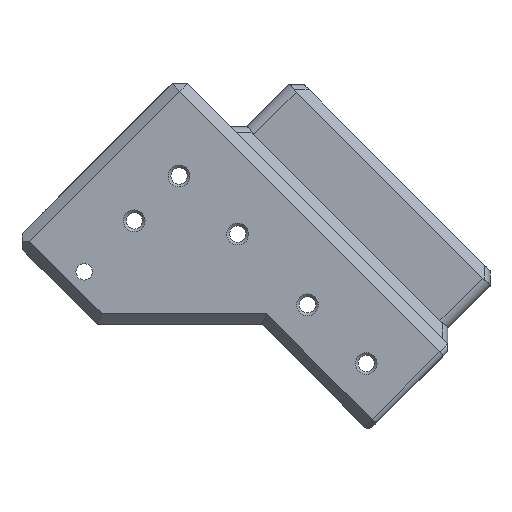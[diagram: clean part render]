
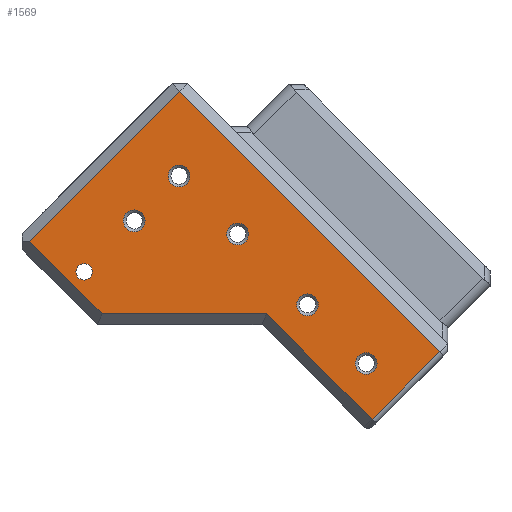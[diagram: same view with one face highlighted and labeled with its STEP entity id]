
A CAD part, left-side view. The second image highlights one B-rep face of the part: STEP entity #1569.
In plain terms, the highlighted planar face has unit normal (-1, 0, 0).
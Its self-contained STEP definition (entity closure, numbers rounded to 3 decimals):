
#94=FACE_BOUND('',#266,.T.);
#95=FACE_BOUND('',#267,.T.);
#96=FACE_BOUND('',#268,.T.);
#97=FACE_BOUND('',#269,.T.);
#98=FACE_BOUND('',#270,.T.);
#99=FACE_BOUND('',#271,.T.);
#120=PLANE('',#1692);
#170=FACE_OUTER_BOUND('',#265,.T.);
#265=EDGE_LOOP('',(#1143,#1144,#1145,#1146,#1147,#1148));
#266=EDGE_LOOP('',(#1149));
#267=EDGE_LOOP('',(#1150));
#268=EDGE_LOOP('',(#1151));
#269=EDGE_LOOP('',(#1152));
#270=EDGE_LOOP('',(#1153));
#271=EDGE_LOOP('',(#1154));
#393=LINE('',#2419,#541);
#394=LINE('',#2421,#542);
#395=LINE('',#2423,#543);
#396=LINE('',#2425,#544);
#397=LINE('',#2427,#545);
#398=LINE('',#2428,#546);
#541=VECTOR('',#1918,10.);
#542=VECTOR('',#1919,10.);
#543=VECTOR('',#1920,10.);
#544=VECTOR('',#1921,10.);
#545=VECTOR('',#1922,10.);
#546=VECTOR('',#1923,10.);
#681=CIRCLE('',#1690,2.);
#683=CIRCLE('',#1693,2.);
#684=CIRCLE('',#1694,2.);
#685=CIRCLE('',#1695,1.5);
#686=CIRCLE('',#1696,2.);
#687=CIRCLE('',#1697,2.);
#745=VERTEX_POINT('',#2411);
#747=VERTEX_POINT('',#2417);
#748=VERTEX_POINT('',#2418);
#749=VERTEX_POINT('',#2420);
#750=VERTEX_POINT('',#2422);
#751=VERTEX_POINT('',#2424);
#752=VERTEX_POINT('',#2426);
#753=VERTEX_POINT('',#2429);
#754=VERTEX_POINT('',#2431);
#755=VERTEX_POINT('',#2433);
#756=VERTEX_POINT('',#2435);
#757=VERTEX_POINT('',#2437);
#896=EDGE_CURVE('',#745,#745,#681,.T.);
#899=EDGE_CURVE('',#747,#748,#393,.T.);
#900=EDGE_CURVE('',#749,#747,#394,.T.);
#901=EDGE_CURVE('',#750,#749,#395,.T.);
#902=EDGE_CURVE('',#751,#750,#396,.T.);
#903=EDGE_CURVE('',#752,#751,#397,.T.);
#904=EDGE_CURVE('',#748,#752,#398,.T.);
#905=EDGE_CURVE('',#753,#753,#683,.T.);
#906=EDGE_CURVE('',#754,#754,#684,.T.);
#907=EDGE_CURVE('',#755,#755,#685,.T.);
#908=EDGE_CURVE('',#756,#756,#686,.T.);
#909=EDGE_CURVE('',#757,#757,#687,.T.);
#1143=ORIENTED_EDGE('',*,*,#899,.F.);
#1144=ORIENTED_EDGE('',*,*,#900,.F.);
#1145=ORIENTED_EDGE('',*,*,#901,.F.);
#1146=ORIENTED_EDGE('',*,*,#902,.F.);
#1147=ORIENTED_EDGE('',*,*,#903,.F.);
#1148=ORIENTED_EDGE('',*,*,#904,.F.);
#1149=ORIENTED_EDGE('',*,*,#905,.F.);
#1150=ORIENTED_EDGE('',*,*,#906,.F.);
#1151=ORIENTED_EDGE('',*,*,#907,.T.);
#1152=ORIENTED_EDGE('',*,*,#908,.F.);
#1153=ORIENTED_EDGE('',*,*,#909,.F.);
#1154=ORIENTED_EDGE('',*,*,#896,.F.);
#1569=ADVANCED_FACE('',(#170,#94,#95,#96,#97,#98,#99),#120,.T.);
#1690=AXIS2_PLACEMENT_3D('',#2412,#1911,#1912);
#1692=AXIS2_PLACEMENT_3D('',#2416,#1916,#1917);
#1693=AXIS2_PLACEMENT_3D('',#2430,#1924,#1925);
#1694=AXIS2_PLACEMENT_3D('',#2432,#1926,#1927);
#1695=AXIS2_PLACEMENT_3D('',#2434,#1928,#1929);
#1696=AXIS2_PLACEMENT_3D('',#2436,#1930,#1931);
#1697=AXIS2_PLACEMENT_3D('',#2438,#1932,#1933);
#1911=DIRECTION('center_axis',(-1.,0.,0.));
#1912=DIRECTION('ref_axis',(0.,-1.,0.));
#1916=DIRECTION('center_axis',(-1.,0.,0.));
#1917=DIRECTION('ref_axis',(0.,0.,1.));
#1918=DIRECTION('',(0.,0.707,-0.707));
#1919=DIRECTION('',(0.,-0.707,-0.707));
#1920=DIRECTION('',(0.,-0.707,0.707));
#1921=DIRECTION('',(0.,0.707,0.707));
#1922=DIRECTION('',(0.,1.,0.));
#1923=DIRECTION('',(0.,0.707,0.707));
#1924=DIRECTION('center_axis',(-1.,0.,0.));
#1925=DIRECTION('ref_axis',(0.,-1.,0.));
#1926=DIRECTION('center_axis',(-1.,0.,0.));
#1927=DIRECTION('ref_axis',(0.,-1.,0.));
#1928=DIRECTION('center_axis',(1.,0.,0.));
#1929=DIRECTION('ref_axis',(0.,-1.,0.));
#1930=DIRECTION('center_axis',(-1.,0.,0.));
#1931=DIRECTION('ref_axis',(0.,-1.,0.));
#1932=DIRECTION('center_axis',(-1.,0.,0.));
#1933=DIRECTION('ref_axis',(0.,-1.,0.));
#2411=CARTESIAN_POINT('',(-212.,184.704,285.444));
#2412=CARTESIAN_POINT('Origin',(-212.,182.704,285.444));
#2416=CARTESIAN_POINT('Origin',(-212.,201.766,320.957));
#2417=CARTESIAN_POINT('',(-212.,169.154,287.637));
#2418=CARTESIAN_POINT('',(-212.,181.615,275.176));
#2419=CARTESIAN_POINT('',(-212.,168.8,287.991));
#2420=CARTESIAN_POINT('',(-212.,216.969,335.452));
#2421=CARTESIAN_POINT('',(-212.,202.12,320.603));
#2422=CARTESIAN_POINT('',(-212.,244.546,307.875));
#2423=CARTESIAN_POINT('',(-212.,216.615,335.806));
#2424=CARTESIAN_POINT('',(-212.,231.256,294.585));
#2425=CARTESIAN_POINT('',(-212.,229.697,293.026));
#2426=CARTESIAN_POINT('',(-212.,201.025,294.585));
#2427=CARTESIAN_POINT('',(-212.,209.367,294.585));
#2428=CARTESIAN_POINT('',(-212.,207.51,301.071));
#2429=CARTESIAN_POINT('',(-212.,195.499,296.238));
#2430=CARTESIAN_POINT('Origin',(-212.,193.499,296.238));
#2431=CARTESIAN_POINT('',(-212.,219.095,319.897));
#2432=CARTESIAN_POINT('Origin',(-212.,217.095,319.897));
#2433=CARTESIAN_POINT('',(-212.,236.05,302.291));
#2434=CARTESIAN_POINT('Origin',(-212.,234.55,302.291));
#2435=CARTESIAN_POINT('',(-212.,227.331,311.661));
#2436=CARTESIAN_POINT('Origin',(-212.,225.331,311.661));
#2437=CARTESIAN_POINT('',(-212.,208.321,309.237));
#2438=CARTESIAN_POINT('Origin',(-212.,206.321,309.237));
